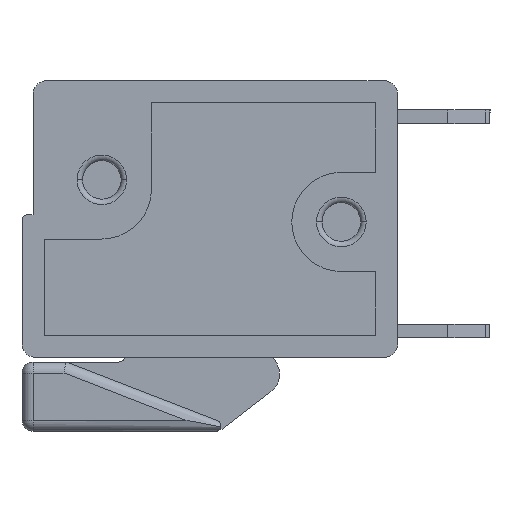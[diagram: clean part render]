
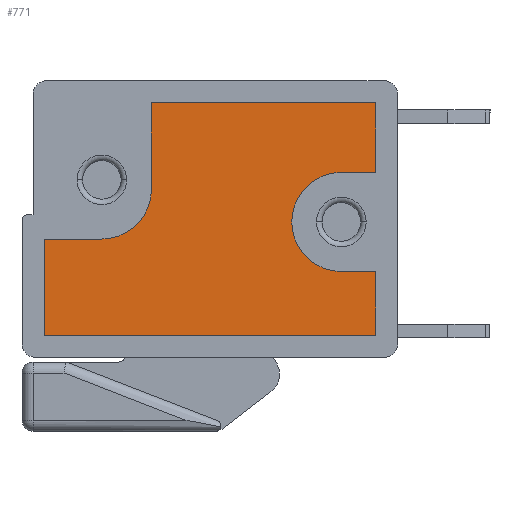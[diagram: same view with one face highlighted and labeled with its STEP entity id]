
A CAD part, left-side view. The second image highlights one B-rep face of the part: STEP entity #771.
In plain terms, the highlighted face is planar.
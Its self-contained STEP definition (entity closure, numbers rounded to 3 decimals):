
#53 = VERTEX_POINT ( 'NONE', #6961 ) ;
#93 = EDGE_CURVE ( 'NONE', #4348, #7354, #2016, .T. ) ;
#123 = CIRCLE ( 'NONE', #1040, 1.8 ) ;
#177 = CARTESIAN_POINT ( 'NONE',  ( -3.925, 0.725, -5.02 ) ) ;
#186 = LINE ( 'NONE', #3628, #6772 ) ;
#252 = LINE ( 'NONE', #4072, #1589 ) ;
#341 = EDGE_CURVE ( 'NONE', #4521, #4709, #6366, .T. ) ;
#342 = ORIENTED_EDGE ( 'NONE', *, *, #7556, .T. ) ;
#512 = LINE ( 'NONE', #4302, #3746 ) ;
#737 = DIRECTION ( 'NONE',  ( -1., 0., 0. ) ) ;
#739 = VERTEX_POINT ( 'NONE', #6809 ) ;
#771 = ADVANCED_FACE ( 'NONE', ( #2824 ), #6331, .T. ) ;
#794 = ORIENTED_EDGE ( 'NONE', *, *, #5350, .T. ) ;
#873 = ORIENTED_EDGE ( 'NONE', *, *, #3897, .T. ) ;
#905 = CARTESIAN_POINT ( 'NONE',  ( 6.025, 1.905, -5.02 ) ) ;
#992 = ORIENTED_EDGE ( 'NONE', *, *, #2102, .T. ) ;
#1040 = AXIS2_PLACEMENT_3D ( 'NONE', #7577, #7467, #7454 ) ;
#1088 = VERTEX_POINT ( 'NONE', #7497 ) ;
#1151 = LINE ( 'NONE', #3237, #4369 ) ;
#1293 = ORIENTED_EDGE ( 'NONE', *, *, #7658, .T. ) ;
#1366 = LINE ( 'NONE', #5956, #7919 ) ;
#1488 = CARTESIAN_POINT ( 'NONE',  ( 2.975, 0.105, -5.02 ) ) ;
#1526 = CARTESIAN_POINT ( 'NONE',  ( -6.025, 4.225, -5.02 ) ) ;
#1589 = VECTOR ( 'NONE', #4364, 1000. ) ;
#1684 = ORIENTED_EDGE ( 'NONE', *, *, #5965, .T. ) ;
#1700 = EDGE_CURVE ( 'NONE', #739, #4348, #3098, .T. ) ;
#1909 = ORIENTED_EDGE ( 'NONE', *, *, #1700, .T. ) ;
#2016 = CIRCLE ( 'NONE', #5250, 1.8 ) ;
#2037 = VERTEX_POINT ( 'NONE', #1526 ) ;
#2102 = EDGE_CURVE ( 'NONE', #4493, #2037, #3289, .T. ) ;
#2481 = CARTESIAN_POINT ( 'NONE',  ( -6.025, 0.725, -5.02 ) ) ;
#2500 = DIRECTION ( 'NONE',  ( 0., 1., 0. ) ) ;
#2562 = CARTESIAN_POINT ( 'NONE',  ( 4.775, 1.905, -5.02 ) ) ;
#2592 = EDGE_CURVE ( 'NONE', #8054, #4521, #3281, .T. ) ;
#2640 = VERTEX_POINT ( 'NONE', #7669 ) ;
#2824 = FACE_OUTER_BOUND ( 'NONE', #3432, .T. ) ;
#2947 = ORIENTED_EDGE ( 'NONE', *, *, #93, .T. ) ;
#3084 = VECTOR ( 'NONE', #7532, 1000. ) ;
#3098 = LINE ( 'NONE', #905, #7928 ) ;
#3130 = AXIS2_PLACEMENT_3D ( 'NONE', #6095, #6247, #6086 ) ;
#3163 = DIRECTION ( 'NONE',  ( 0., -1., 0. ) ) ;
#3201 = DIRECTION ( 'NONE',  ( 0., 1., 0. ) ) ;
#3237 = CARTESIAN_POINT ( 'NONE',  ( 6.025, 4.225, -5.02 ) ) ;
#3281 = LINE ( 'NONE', #7507, #3084 ) ;
#3289 = LINE ( 'NONE', #2481, #3893 ) ;
#3335 = CARTESIAN_POINT ( 'NONE',  ( -2.125, -4.225, -5.02 ) ) ;
#3336 = AXIS2_PLACEMENT_3D ( 'NONE', #4941, #4924, #4915 ) ;
#3432 = EDGE_LOOP ( 'NONE', ( #794, #873, #992, #1293, #1684, #1909, #2947, #342, #6049, #5510, #5342, #4705 ) ) ;
#3566 = DIRECTION ( 'NONE',  ( 1., 0., 0. ) ) ;
#3628 = CARTESIAN_POINT ( 'NONE',  ( -6.025, 4.225, -5.02 ) ) ;
#3746 = VECTOR ( 'NONE', #4201, 1000. ) ;
#3893 = VECTOR ( 'NONE', #2500, 1000. ) ;
#3897 = EDGE_CURVE ( 'NONE', #5859, #4493, #252, .T. ) ;
#4072 = CARTESIAN_POINT ( 'NONE',  ( -3.925, 0.725, -5.02 ) ) ;
#4201 = DIRECTION ( 'NONE',  ( 1., 0., 0. ) ) ;
#4253 = CIRCLE ( 'NONE', #3336, 1.8 ) ;
#4302 = CARTESIAN_POINT ( 'NONE',  ( 4.775, -1.695, -5.02 ) ) ;
#4348 = VERTEX_POINT ( 'NONE', #2562 ) ;
#4364 = DIRECTION ( 'NONE',  ( -1., 0., 0. ) ) ;
#4369 = VECTOR ( 'NONE', #3163, 1000. ) ;
#4493 = VERTEX_POINT ( 'NONE', #6916 ) ;
#4521 = VERTEX_POINT ( 'NONE', #6704 ) ;
#4523 = CARTESIAN_POINT ( 'NONE',  ( -2.125, -1.075, -5.02 ) ) ;
#4705 = ORIENTED_EDGE ( 'NONE', *, *, #341, .T. ) ;
#4709 = VERTEX_POINT ( 'NONE', #4523 ) ;
#4915 = DIRECTION ( 'NONE',  ( -1., 0., 0. ) ) ;
#4924 = DIRECTION ( 'NONE',  ( 0., 0., 1. ) ) ;
#4941 = CARTESIAN_POINT ( 'NONE',  ( 4.775, 0.105, -5.02 ) ) ;
#5150 = EDGE_CURVE ( 'NONE', #1088, #8054, #1366, .T. ) ;
#5153 = CARTESIAN_POINT ( 'NONE',  ( 6.025, -4.225, -5.02 ) ) ;
#5250 = AXIS2_PLACEMENT_3D ( 'NONE', #7788, #8152, #8121 ) ;
#5342 = ORIENTED_EDGE ( 'NONE', *, *, #2592, .T. ) ;
#5350 = EDGE_CURVE ( 'NONE', #4709, #5859, #123, .T. ) ;
#5510 = ORIENTED_EDGE ( 'NONE', *, *, #5150, .T. ) ;
#5733 = DIRECTION ( 'NONE',  ( 0., -1., 0. ) ) ;
#5859 = VERTEX_POINT ( 'NONE', #177 ) ;
#5956 = CARTESIAN_POINT ( 'NONE',  ( 6.025, -1.695, -5.02 ) ) ;
#5965 = EDGE_CURVE ( 'NONE', #2640, #739, #1151, .T. ) ;
#6049 = ORIENTED_EDGE ( 'NONE', *, *, #6977, .T. ) ;
#6086 = DIRECTION ( 'NONE',  ( -1., 0., 0. ) ) ;
#6095 = CARTESIAN_POINT ( 'NONE',  ( -3.925, -1.075, -5.02 ) ) ;
#6247 = DIRECTION ( 'NONE',  ( 0., 0., -1. ) ) ;
#6331 = PLANE ( 'NONE',  #3130 ) ;
#6366 = LINE ( 'NONE', #3335, #7869 ) ;
#6704 = CARTESIAN_POINT ( 'NONE',  ( -2.125, -4.225, -5.02 ) ) ;
#6772 = VECTOR ( 'NONE', #3566, 1000. ) ;
#6809 = CARTESIAN_POINT ( 'NONE',  ( 6.025, 1.905, -5.02 ) ) ;
#6916 = CARTESIAN_POINT ( 'NONE',  ( -6.025, 0.725, -5.02 ) ) ;
#6961 = CARTESIAN_POINT ( 'NONE',  ( 4.775, -1.695, -5.02 ) ) ;
#6977 = EDGE_CURVE ( 'NONE', #53, #1088, #512, .T. ) ;
#7354 = VERTEX_POINT ( 'NONE', #1488 ) ;
#7454 = DIRECTION ( 'NONE',  ( -1., 0., 0. ) ) ;
#7467 = DIRECTION ( 'NONE',  ( 0., 0., 1. ) ) ;
#7497 = CARTESIAN_POINT ( 'NONE',  ( 6.025, -1.695, -5.02 ) ) ;
#7507 = CARTESIAN_POINT ( 'NONE',  ( 6.025, -4.225, -5.02 ) ) ;
#7532 = DIRECTION ( 'NONE',  ( -1., 0., 0. ) ) ;
#7556 = EDGE_CURVE ( 'NONE', #7354, #53, #4253, .T. ) ;
#7577 = CARTESIAN_POINT ( 'NONE',  ( -3.925, -1.075, -5.02 ) ) ;
#7658 = EDGE_CURVE ( 'NONE', #2037, #2640, #186, .T. ) ;
#7669 = CARTESIAN_POINT ( 'NONE',  ( 6.025, 4.225, -5.02 ) ) ;
#7788 = CARTESIAN_POINT ( 'NONE',  ( 4.775, 0.105, -5.02 ) ) ;
#7869 = VECTOR ( 'NONE', #3201, 1000. ) ;
#7919 = VECTOR ( 'NONE', #5733, 1000. ) ;
#7928 = VECTOR ( 'NONE', #737, 1000. ) ;
#8054 = VERTEX_POINT ( 'NONE', #5153 ) ;
#8121 = DIRECTION ( 'NONE',  ( -1., 0., 0. ) ) ;
#8152 = DIRECTION ( 'NONE',  ( 0., 0., 1. ) ) ;
